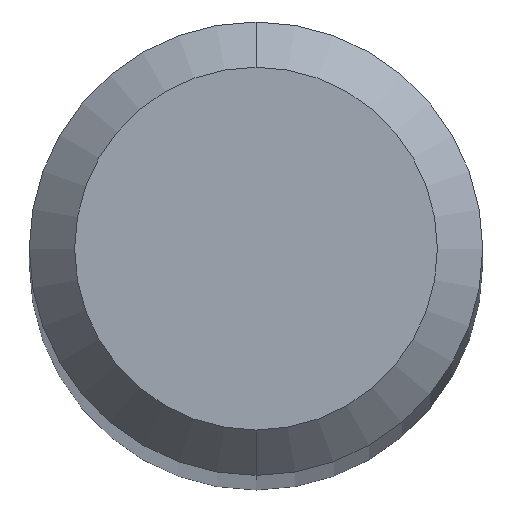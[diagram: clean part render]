
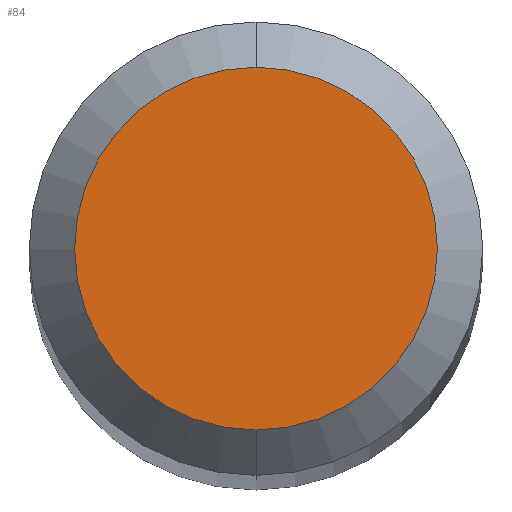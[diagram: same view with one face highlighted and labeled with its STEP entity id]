
A CAD part, top view. The second image highlights one B-rep face of the part: STEP entity #84.
In plain terms, the highlighted planar face has unit normal (0, 0, 1).
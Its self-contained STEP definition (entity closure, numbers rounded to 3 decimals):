
#6 = AXIS2_PLACEMENT_3D ( 'NONE', #74, #203, #31 ) ;
#12 = AXIS2_PLACEMENT_3D ( 'NONE', #177, #20, #179 ) ;
#17 = CARTESIAN_POINT ( 'NONE',  ( 0., 1.92, 0. ) ) ;
#20 = DIRECTION ( 'NONE',  ( 0., 0., -1. ) ) ;
#31 = DIRECTION ( 'NONE',  ( 0., 1., 0. ) ) ;
#33 = EDGE_CURVE ( 'NONE', #184, #134, #142, .T. ) ;
#36 = PLANE ( 'NONE',  #12 ) ;
#65 = EDGE_CURVE ( 'NONE', #134, #184, #182, .T. ) ;
#70 = ORIENTED_EDGE ( 'NONE', *, *, #33, .T. ) ;
#74 = CARTESIAN_POINT ( 'NONE',  ( 0., 0., 0. ) ) ;
#77 = FACE_OUTER_BOUND ( 'NONE', #180, .T. ) ;
#84 = ADVANCED_FACE ( 'NONE', ( #77 ), #36, .F. ) ;
#99 = DIRECTION ( 'NONE',  ( 0., 1., 0. ) ) ;
#107 = DIRECTION ( 'NONE',  ( 0., 0., 1. ) ) ;
#121 = ORIENTED_EDGE ( 'NONE', *, *, #65, .T. ) ;
#134 = VERTEX_POINT ( 'NONE', #17 ) ;
#142 = CIRCLE ( 'NONE', #6, 1.92 ) ;
#150 = CARTESIAN_POINT ( 'NONE',  ( 0., -1.92, 0. ) ) ;
#177 = CARTESIAN_POINT ( 'NONE',  ( 0., 2.4, 0. ) ) ;
#179 = DIRECTION ( 'NONE',  ( 0., 1., 0. ) ) ;
#180 = EDGE_LOOP ( 'NONE', ( #121, #70 ) ) ;
#182 = CIRCLE ( 'NONE', #183, 1.92 ) ;
#183 = AXIS2_PLACEMENT_3D ( 'NONE', #185, #107, #99 ) ;
#184 = VERTEX_POINT ( 'NONE', #150 ) ;
#185 = CARTESIAN_POINT ( 'NONE',  ( 0., 0., 0. ) ) ;
#203 = DIRECTION ( 'NONE',  ( 0., 0., 1. ) ) ;
